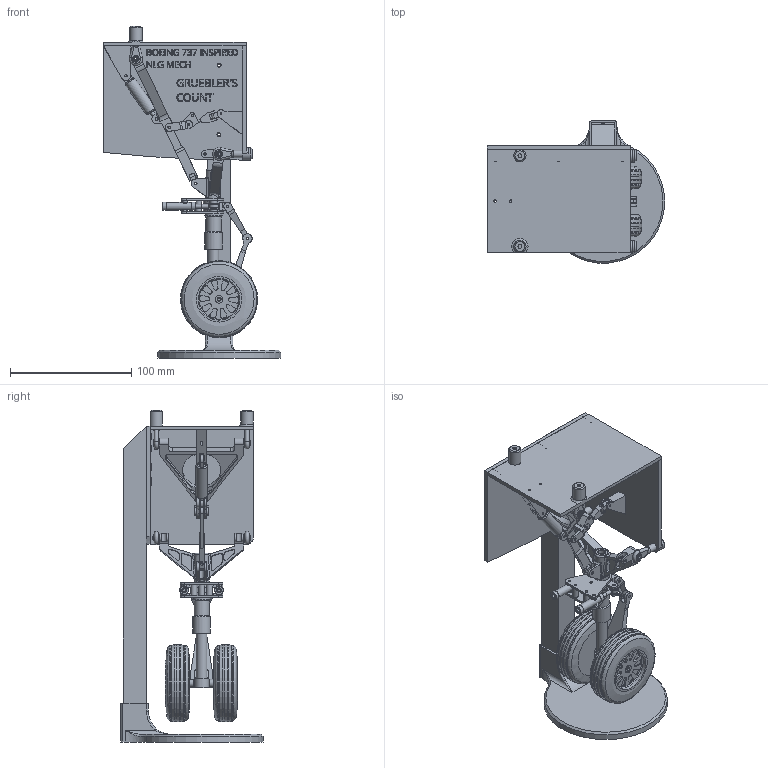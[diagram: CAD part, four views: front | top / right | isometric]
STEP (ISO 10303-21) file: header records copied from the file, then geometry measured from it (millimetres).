
FILE_DESCRIPTION(('FreeCAD Model'),'2;1');
FILE_NAME('Open CASCADE Shape Model','2025-04-27T06:21:10',('FreeCAD'),( 'FreeCAD'),'Open CASCADE STEP processor 7.6','FreeCAD','Unknown');
FILE_SCHEMA(('AUTOMOTIVE_DESIGN { 1 0 10303 214 1 1 1 1 }'));
Products named in the file (1): Open CASCADE STEP translator 7.6 1
Bounding box: 146.04 x 117.07 x 273.63 mm (x, y, z)
Volume: 394105.7 mm3; surface area: 187379.5 mm2
Topology: 59 solids, 59 shells, 1679 faces, 4342 edges, 2885 vertices
Faces by surface type: plane 797, cylinder 532, bspline 257, torus 37, sphere 23, revolution 18, cone 15
Full cylindrical faces by diameter (mm): 1.575 x4, 1.6 x1, 1.65 x1, 2 x75, 2.286 x6, 2.381 x4, 2.54 x3, 2.845 x4, 3.175 x13, 3.302 x3, 3.81 x4, 3.969 x3, 4.223 x3, 4.763 x3, 5.556 x1, 6.02 x4, 6.096 x4, 6.35 x8, 6.604 x1, 6.858 x4, 7.144 x1, 7.62 x3, 7.938 x2, 8.731 x2, 8.985 x1, 9.525 x1, 9.652 x1, 9.83 x1, 10.033 x2, 10.16 x4
Entity records: 53656 total; most frequent: CARTESIAN_POINT 13568, ORIENTED_EDGE 8614, DIRECTION 7525, EDGE_CURVE 4307, VERTEX_POINT 2875, AXIS2_PLACEMENT_3D 2649, LINE 2209, VECTOR 2209
